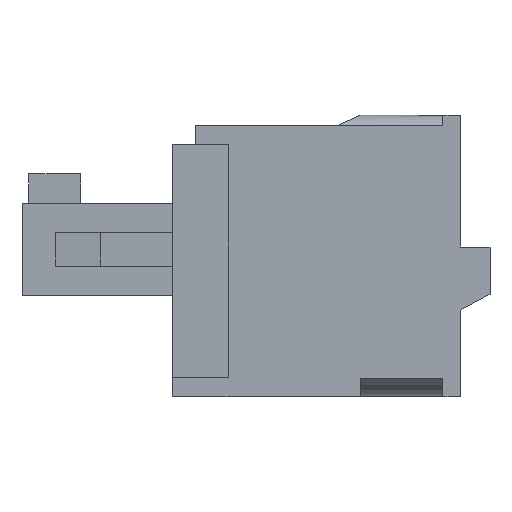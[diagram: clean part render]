
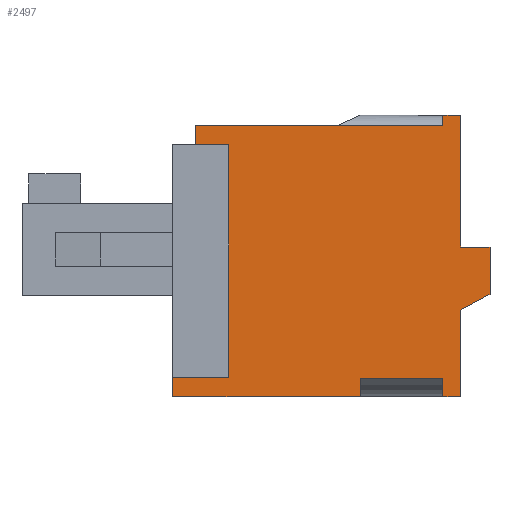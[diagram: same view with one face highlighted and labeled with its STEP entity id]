
A CAD part, left-side view. The second image highlights one B-rep face of the part: STEP entity #2497.
In plain terms, the highlighted planar face has unit normal (-1, 0, 0).
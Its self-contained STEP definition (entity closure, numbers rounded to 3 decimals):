
#2497 = ADVANCED_FACE( '', ( #5141 ), #5142, .T. );
#5141 = FACE_OUTER_BOUND( '', #7980, .T. );
#5142 = PLANE( '', #7981 );
#7980 = EDGE_LOOP( '', ( #15235, #15236, #15237, #15238, #15239, #15240, #15241, #15242, #15243, #15244, #15245, #15246, #15247, #15248, #15249, #15250, #15251, #15252 ) );
#7981 = AXIS2_PLACEMENT_3D( '', #15253, #15254, #15255 );
#15235 = ORIENTED_EDGE( '', *, *, #20704, .T. );
#15236 = ORIENTED_EDGE( '', *, *, #20705, .T. );
#15237 = ORIENTED_EDGE( '', *, *, #20274, .F. );
#15238 = ORIENTED_EDGE( '', *, *, #18470, .F. );
#15239 = ORIENTED_EDGE( '', *, *, #20706, .T. );
#15240 = ORIENTED_EDGE( '', *, *, #20609, .T. );
#15241 = ORIENTED_EDGE( '', *, *, #20707, .T. );
#15242 = ORIENTED_EDGE( '', *, *, #20051, .F. );
#15243 = ORIENTED_EDGE( '', *, *, #20708, .T. );
#15244 = ORIENTED_EDGE( '', *, *, #18157, .T. );
#15245 = ORIENTED_EDGE( '', *, *, #20709, .T. );
#15246 = ORIENTED_EDGE( '', *, *, #20114, .F. );
#15247 = ORIENTED_EDGE( '', *, *, #19694, .F. );
#15248 = ORIENTED_EDGE( '', *, *, #18889, .T. );
#15249 = ORIENTED_EDGE( '', *, *, #20710, .F. );
#15250 = ORIENTED_EDGE( '', *, *, #20260, .T. );
#15251 = ORIENTED_EDGE( '', *, *, #17823, .T. );
#15252 = ORIENTED_EDGE( '', *, *, #20088, .T. );
#15253 = CARTESIAN_POINT( '', ( -9.925, -7.05, -6.25 ) );
#15254 = DIRECTION( '', ( -1., 0., 0. ) );
#15255 = DIRECTION( '', ( 0., 0., 1. ) );
#17823 = EDGE_CURVE( '', #21501, #21499, #21502, .T. );
#18157 = EDGE_CURVE( '', #22092, #22090, #22093, .T. );
#18470 = EDGE_CURVE( '', #22633, #22635, #22636, .T. );
#18889 = EDGE_CURVE( '', #23331, #23329, #23332, .T. );
#19694 = EDGE_CURVE( '', #23331, #24521, #24522, .T. );
#20051 = EDGE_CURVE( '', #25037, #25038, #25039, .T. );
#20088 = EDGE_CURVE( '', #21499, #25086, #25088, .T. );
#20114 = EDGE_CURVE( '', #24521, #25121, #25124, .T. );
#20260 = EDGE_CURVE( '', #25310, #21501, #25311, .T. );
#20274 = EDGE_CURVE( '', #22635, #25327, #25328, .T. );
#20609 = EDGE_CURVE( '', #25742, #25740, #25743, .T. );
#20704 = EDGE_CURVE( '', #25086, #25853, #25854, .T. );
#20705 = EDGE_CURVE( '', #25853, #25327, #25855, .T. );
#20706 = EDGE_CURVE( '', #22633, #25742, #25856, .T. );
#20707 = EDGE_CURVE( '', #25740, #25038, #25857, .T. );
#20708 = EDGE_CURVE( '', #25037, #22092, #25858, .T. );
#20709 = EDGE_CURVE( '', #22090, #25121, #25859, .T. );
#20710 = EDGE_CURVE( '', #25310, #23329, #25860, .T. );
#21499 = VERTEX_POINT( '', #26817 );
#21501 = VERTEX_POINT( '', #26820 );
#21502 = LINE( '', #26821, #26822 );
#22090 = VERTEX_POINT( '', #27664 );
#22092 = VERTEX_POINT( '', #27667 );
#22093 = LINE( '', #27668, #27669 );
#22633 = VERTEX_POINT( '', #28457 );
#22635 = VERTEX_POINT( '', #28460 );
#22636 = LINE( '', #28461, #28462 );
#23329 = VERTEX_POINT( '', #29505 );
#23331 = VERTEX_POINT( '', #29508 );
#23332 = LINE( '', #29509, #29510 );
#24521 = VERTEX_POINT( '', #31320 );
#24522 = LINE( '', #31321, #31322 );
#25037 = VERTEX_POINT( '', #32113 );
#25038 = VERTEX_POINT( '', #32114 );
#25039 = LINE( '', #32115, #32116 );
#25086 = VERTEX_POINT( '', #32194 );
#25088 = LINE( '', #32197, #32198 );
#25121 = VERTEX_POINT( '', #32247 );
#25124 = LINE( '', #32252, #32253 );
#25310 = VERTEX_POINT( '', #32534 );
#25311 = LINE( '', #32535, #32536 );
#25327 = VERTEX_POINT( '', #32563 );
#25328 = LINE( '', #32564, #32565 );
#25740 = VERTEX_POINT( '', #33218 );
#25742 = VERTEX_POINT( '', #33221 );
#25743 = LINE( '', #33222, #33223 );
#25853 = VERTEX_POINT( '', #33387 );
#25854 = LINE( '', #33388, #33389 );
#25855 = LINE( '', #33390, #33391 );
#25856 = LINE( '', #33392, #33393 );
#25857 = LINE( '', #33394, #33395 );
#25858 = LINE( '', #33396, #33397 );
#25859 = LINE( '', #33398, #33399 );
#25860 = LINE( '', #33400, #33401 );
#26817 = CARTESIAN_POINT( '', ( -9.925, 6.05, 4.95 ) );
#26820 = CARTESIAN_POINT( '', ( -9.925, 6.05, 5.8 ) );
#26821 = CARTESIAN_POINT( '', ( -9.925, 6.05, 5.8 ) );
#26822 = VECTOR( '', #34210, 1000. );
#27664 = CARTESIAN_POINT( '', ( -9.925, -7.05, -1.7 ) );
#27667 = CARTESIAN_POINT( '', ( -9.925, -5.75, -2.4 ) );
#27668 = CARTESIAN_POINT( '', ( -9.925, -5.75, -2.4 ) );
#27669 = VECTOR( '', #34550, 1000. );
#28457 = CARTESIAN_POINT( '', ( -9.925, -1.3, -6.25 ) );
#28460 = CARTESIAN_POINT( '', ( -9.925, 7.05, -6.25 ) );
#28461 = CARTESIAN_POINT( '', ( -9.925, -7.05, -6.25 ) );
#28462 = VECTOR( '', #34842, 1000. );
#29505 = CARTESIAN_POINT( '', ( -9.925, -4.95, 6.25 ) );
#29508 = CARTESIAN_POINT( '', ( -9.925, -5.75, 6.25 ) );
#29509 = CARTESIAN_POINT( '', ( -9.925, -7.05, 6.25 ) );
#29510 = VECTOR( '', #35221, 1000. );
#31320 = CARTESIAN_POINT( '', ( -9.925, -5.75, 0.4 ) );
#31321 = CARTESIAN_POINT( '', ( -9.925, -5.75, 6.25 ) );
#31322 = VECTOR( '', #35939, 1000. );
#32113 = CARTESIAN_POINT( '', ( -9.925, -5.75, -6.25 ) );
#32114 = CARTESIAN_POINT( '', ( -9.925, -4.95, -6.25 ) );
#32115 = CARTESIAN_POINT( '', ( -9.925, -7.05, -6.25 ) );
#32116 = VECTOR( '', #36267, 1000. );
#32194 = CARTESIAN_POINT( '', ( -9.925, 4.55, 4.95 ) );
#32197 = CARTESIAN_POINT( '', ( -9.925, 6.05, 4.95 ) );
#32198 = VECTOR( '', #36300, 1000. );
#32247 = CARTESIAN_POINT( '', ( -9.925, -7.05, 0.4 ) );
#32252 = CARTESIAN_POINT( '', ( -9.925, -7.05, 0.4 ) );
#32253 = VECTOR( '', #36322, 1000. );
#32534 = CARTESIAN_POINT( '', ( -9.925, -4.95, 5.8 ) );
#32535 = CARTESIAN_POINT( '', ( -9.925, -0.25, 5.8 ) );
#32536 = VECTOR( '', #36442, 1000. );
#32563 = CARTESIAN_POINT( '', ( -9.925, 7.05, -5.4 ) );
#32564 = CARTESIAN_POINT( '', ( -9.925, 7.05, -6.25 ) );
#32565 = VECTOR( '', #36454, 1000. );
#33218 = CARTESIAN_POINT( '', ( -9.925, -4.95, -5.45 ) );
#33221 = CARTESIAN_POINT( '', ( -9.925, -1.3, -5.45 ) );
#33222 = CARTESIAN_POINT( '', ( -9.925, -1.3, -5.45 ) );
#33223 = VECTOR( '', #36706, 1000. );
#33387 = CARTESIAN_POINT( '', ( -9.925, 4.55, -5.4 ) );
#33388 = CARTESIAN_POINT( '', ( -9.925, 4.55, 21.969 ) );
#33389 = VECTOR( '', #36770, 1000. );
#33390 = CARTESIAN_POINT( '', ( -9.925, 7.05, -5.4 ) );
#33391 = VECTOR( '', #36771, 1000. );
#33392 = CARTESIAN_POINT( '', ( -9.925, -1.3, -6.25 ) );
#33393 = VECTOR( '', #36772, 1000. );
#33394 = CARTESIAN_POINT( '', ( -9.925, -4.95, -5.45 ) );
#33395 = VECTOR( '', #36773, 1000. );
#33396 = CARTESIAN_POINT( '', ( -9.925, -5.75, -6.25 ) );
#33397 = VECTOR( '', #36774, 1000. );
#33398 = CARTESIAN_POINT( '', ( -9.925, -7.05, -6.25 ) );
#33399 = VECTOR( '', #36775, 1000. );
#33400 = CARTESIAN_POINT( '', ( -9.925, -4.95, -21.119 ) );
#33401 = VECTOR( '', #36776, 1000. );
#34210 = DIRECTION( '', ( 0., 0., -1. ) );
#34550 = DIRECTION( '', ( 0., -0.88, 0.474 ) );
#34842 = DIRECTION( '', ( 0., 1., 0. ) );
#35221 = DIRECTION( '', ( 0., 1., 0. ) );
#35939 = DIRECTION( '', ( 0., 0., -1. ) );
#36267 = DIRECTION( '', ( 0., 1., 0. ) );
#36300 = DIRECTION( '', ( 0., -1., 0. ) );
#36322 = DIRECTION( '', ( 0., -1., 0. ) );
#36442 = DIRECTION( '', ( 0., 1., 0. ) );
#36454 = DIRECTION( '', ( 0., 0., 1. ) );
#36706 = DIRECTION( '', ( 0., -1., 0. ) );
#36770 = DIRECTION( '', ( 0., 0., -1. ) );
#36771 = DIRECTION( '', ( 0., 1., 0. ) );
#36772 = DIRECTION( '', ( 0., 0., 1. ) );
#36773 = DIRECTION( '', ( 0., 0., -1. ) );
#36774 = DIRECTION( '', ( 0., 0., 1. ) );
#36775 = DIRECTION( '', ( 0., 0., 1. ) );
#36776 = DIRECTION( '', ( 0., 0., 1. ) );
